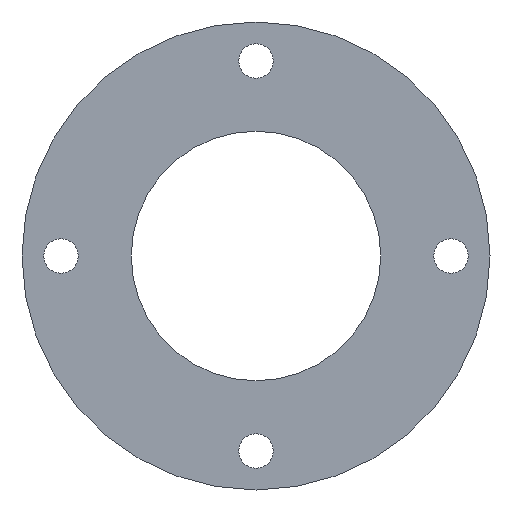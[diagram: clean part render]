
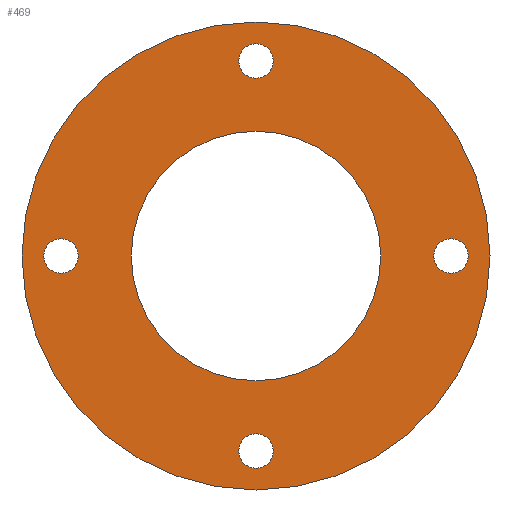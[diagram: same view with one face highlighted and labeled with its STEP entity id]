
A CAD part, front view. The second image highlights one B-rep face of the part: STEP entity #469.
In plain terms, the highlighted planar face has unit normal (0, -1, 0).
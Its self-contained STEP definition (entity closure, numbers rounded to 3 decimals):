
#3 = AXIS2_PLACEMENT_3D ( 'NONE', #442, #207, #435 ) ;
#5 = CARTESIAN_POINT ( 'NONE',  ( 12.5, 0., 1.1 ) ) ;
#9 = CARTESIAN_POINT ( 'NONE',  ( 0., 0., -13.6 ) ) ;
#10 = DIRECTION ( 'NONE',  ( 0., 0., 1. ) ) ;
#19 = CARTESIAN_POINT ( 'NONE',  ( -12.5, 0., -1.1 ) ) ;
#23 = CARTESIAN_POINT ( 'NONE',  ( 0., 0., -12.5 ) ) ;
#32 = CIRCLE ( 'NONE', #626, 1.1 ) ;
#33 = DIRECTION ( 'NONE',  ( 0., 1., 0. ) ) ;
#36 = FACE_BOUND ( 'NONE', #483, .T. ) ;
#42 = DIRECTION ( 'NONE',  ( 0., -1., 0. ) ) ;
#52 = FACE_OUTER_BOUND ( 'NONE', #293, .T. ) ;
#56 = CIRCLE ( 'NONE', #269, 8. ) ;
#57 = ORIENTED_EDGE ( 'NONE', *, *, #169, .T. ) ;
#58 = EDGE_CURVE ( 'NONE', #219, #294, #403, .T. ) ;
#62 = CARTESIAN_POINT ( 'NONE',  ( 0., 0., -11.4 ) ) ;
#63 = EDGE_LOOP ( 'NONE', ( #430, #198 ) ) ;
#69 = CIRCLE ( 'NONE', #103, 15. ) ;
#75 = PLANE ( 'NONE',  #190 ) ;
#76 = CARTESIAN_POINT ( 'NONE',  ( 0., 0., 13.6 ) ) ;
#77 = ORIENTED_EDGE ( 'NONE', *, *, #256, .F. ) ;
#78 = ORIENTED_EDGE ( 'NONE', *, *, #351, .F. ) ;
#85 = DIRECTION ( 'NONE',  ( 0., 0., 1. ) ) ;
#93 = ORIENTED_EDGE ( 'NONE', *, *, #489, .F. ) ;
#98 = FACE_BOUND ( 'NONE', #63, .T. ) ;
#103 = AXIS2_PLACEMENT_3D ( 'NONE', #465, #514, #314 ) ;
#114 = CARTESIAN_POINT ( 'NONE',  ( 0., 0., 0. ) ) ;
#121 = ORIENTED_EDGE ( 'NONE', *, *, #627, .F. ) ;
#122 = CARTESIAN_POINT ( 'NONE',  ( 0., 0., 12.5 ) ) ;
#129 = CIRCLE ( 'NONE', #492, 1.1 ) ;
#131 = EDGE_CURVE ( 'NONE', #294, #219, #69, .T. ) ;
#150 = CARTESIAN_POINT ( 'NONE',  ( 0., 0., 0. ) ) ;
#152 = DIRECTION ( 'NONE',  ( 0., 1., 0. ) ) ;
#153 = EDGE_CURVE ( 'NONE', #245, #196, #359, .T. ) ;
#155 = AXIS2_PLACEMENT_3D ( 'NONE', #393, #157, #10 ) ;
#157 = DIRECTION ( 'NONE',  ( 0., -1., 0. ) ) ;
#161 = AXIS2_PLACEMENT_3D ( 'NONE', #178, #175, #507 ) ;
#166 = VERTEX_POINT ( 'NONE', #296 ) ;
#168 = DIRECTION ( 'NONE',  ( 0., -1., 0. ) ) ;
#169 = EDGE_CURVE ( 'NONE', #385, #585, #56, .T. ) ;
#175 = DIRECTION ( 'NONE',  ( 0., 1., 0. ) ) ;
#176 = VERTEX_POINT ( 'NONE', #388 ) ;
#178 = CARTESIAN_POINT ( 'NONE',  ( 0., 0., 0. ) ) ;
#179 = VERTEX_POINT ( 'NONE', #5 ) ;
#180 = DIRECTION ( 'NONE',  ( 0., -1., 0. ) ) ;
#187 = VERTEX_POINT ( 'NONE', #210 ) ;
#190 = AXIS2_PLACEMENT_3D ( 'NONE', #114, #33, #458 ) ;
#196 = VERTEX_POINT ( 'NONE', #9 ) ;
#197 = CIRCLE ( 'NONE', #155, 1.1 ) ;
#198 = ORIENTED_EDGE ( 'NONE', *, *, #432, .F. ) ;
#203 = ORIENTED_EDGE ( 'NONE', *, *, #546, .F. ) ;
#207 = DIRECTION ( 'NONE',  ( 0., -1., 0. ) ) ;
#210 = CARTESIAN_POINT ( 'NONE',  ( 12.5, 0., -1.1 ) ) ;
#219 = VERTEX_POINT ( 'NONE', #391 ) ;
#221 = AXIS2_PLACEMENT_3D ( 'NONE', #412, #614, #411 ) ;
#222 = AXIS2_PLACEMENT_3D ( 'NONE', #329, #42, #85 ) ;
#236 = FACE_BOUND ( 'NONE', #591, .T. ) ;
#239 = ORIENTED_EDGE ( 'NONE', *, *, #453, .T. ) ;
#241 = VERTEX_POINT ( 'NONE', #19 ) ;
#245 = VERTEX_POINT ( 'NONE', #62 ) ;
#247 = DIRECTION ( 'NONE',  ( 0., 0., 1. ) ) ;
#256 = EDGE_CURVE ( 'NONE', #187, #179, #569, .T. ) ;
#261 = DIRECTION ( 'NONE',  ( 0., 0., 1. ) ) ;
#269 = AXIS2_PLACEMENT_3D ( 'NONE', #150, #152, #247 ) ;
#288 = CIRCLE ( 'NONE', #161, 8. ) ;
#293 = EDGE_LOOP ( 'NONE', ( #604, #444 ) ) ;
#294 = VERTEX_POINT ( 'NONE', #484 ) ;
#296 = CARTESIAN_POINT ( 'NONE',  ( -12.5, 0., 1.1 ) ) ;
#310 = DIRECTION ( 'NONE',  ( 0., 0., 1. ) ) ;
#314 = DIRECTION ( 'NONE',  ( 0., 0., 1. ) ) ;
#317 = DIRECTION ( 'NONE',  ( 0., 1., 0. ) ) ;
#329 = CARTESIAN_POINT ( 'NONE',  ( 12.5, 0., 0. ) ) ;
#343 = FACE_BOUND ( 'NONE', #455, .T. ) ;
#344 = AXIS2_PLACEMENT_3D ( 'NONE', #558, #500, #605 ) ;
#351 = EDGE_CURVE ( 'NONE', #241, #166, #197, .T. ) ;
#359 = CIRCLE ( 'NONE', #3, 1.1 ) ;
#366 = DIRECTION ( 'NONE',  ( 0., 0., 1. ) ) ;
#376 = AXIS2_PLACEMENT_3D ( 'NONE', #122, #180, #526 ) ;
#383 = CIRCLE ( 'NONE', #376, 1.1 ) ;
#385 = VERTEX_POINT ( 'NONE', #580 ) ;
#388 = CARTESIAN_POINT ( 'NONE',  ( 0., 0., 11.4 ) ) ;
#391 = CARTESIAN_POINT ( 'NONE',  ( 0., 0., -15. ) ) ;
#393 = CARTESIAN_POINT ( 'NONE',  ( -12.5, 0., 0. ) ) ;
#403 = CIRCLE ( 'NONE', #468, 15. ) ;
#409 = CARTESIAN_POINT ( 'NONE',  ( 0., 0., 0. ) ) ;
#411 = DIRECTION ( 'NONE',  ( 0., 0., 1. ) ) ;
#412 = CARTESIAN_POINT ( 'NONE',  ( 0., 0., 12.5 ) ) ;
#422 = CIRCLE ( 'NONE', #344, 1.1 ) ;
#430 = ORIENTED_EDGE ( 'NONE', *, *, #153, .F. ) ;
#432 = EDGE_CURVE ( 'NONE', #196, #245, #32, .T. ) ;
#435 = DIRECTION ( 'NONE',  ( 0., 0., 1. ) ) ;
#442 = CARTESIAN_POINT ( 'NONE',  ( 0., 0., -12.5 ) ) ;
#444 = ORIENTED_EDGE ( 'NONE', *, *, #131, .F. ) ;
#453 = EDGE_CURVE ( 'NONE', #585, #385, #288, .T. ) ;
#455 = EDGE_LOOP ( 'NONE', ( #459, #121 ) ) ;
#458 = DIRECTION ( 'NONE',  ( 0., 0., 1. ) ) ;
#459 = ORIENTED_EDGE ( 'NONE', *, *, #590, .F. ) ;
#465 = CARTESIAN_POINT ( 'NONE',  ( 0., 0., 0. ) ) ;
#468 = AXIS2_PLACEMENT_3D ( 'NONE', #409, #317, #366 ) ;
#469 = ADVANCED_FACE ( 'NONE', ( #343, #236, #98, #553, #52, #36 ), #75, .F. ) ;
#474 = EDGE_LOOP ( 'NONE', ( #93, #77 ) ) ;
#483 = EDGE_LOOP ( 'NONE', ( #239, #57 ) ) ;
#484 = CARTESIAN_POINT ( 'NONE',  ( 0., 0., 15. ) ) ;
#489 = EDGE_CURVE ( 'NONE', #179, #187, #422, .T. ) ;
#492 = AXIS2_PLACEMENT_3D ( 'NONE', #603, #560, #310 ) ;
#499 = CIRCLE ( 'NONE', #221, 1.1 ) ;
#500 = DIRECTION ( 'NONE',  ( 0., -1., 0. ) ) ;
#507 = DIRECTION ( 'NONE',  ( 0., 0., 1. ) ) ;
#514 = DIRECTION ( 'NONE',  ( 0., 1., 0. ) ) ;
#526 = DIRECTION ( 'NONE',  ( 0., 0., 1. ) ) ;
#546 = EDGE_CURVE ( 'NONE', #166, #241, #129, .T. ) ;
#553 = FACE_BOUND ( 'NONE', #474, .T. ) ;
#558 = CARTESIAN_POINT ( 'NONE',  ( 12.5, 0., 0. ) ) ;
#560 = DIRECTION ( 'NONE',  ( 0., -1., 0. ) ) ;
#569 = CIRCLE ( 'NONE', #222, 1.1 ) ;
#580 = CARTESIAN_POINT ( 'NONE',  ( 0., 0., 8. ) ) ;
#585 = VERTEX_POINT ( 'NONE', #611 ) ;
#590 = EDGE_CURVE ( 'NONE', #606, #176, #499, .T. ) ;
#591 = EDGE_LOOP ( 'NONE', ( #203, #78 ) ) ;
#603 = CARTESIAN_POINT ( 'NONE',  ( -12.5, 0., 0. ) ) ;
#604 = ORIENTED_EDGE ( 'NONE', *, *, #58, .F. ) ;
#605 = DIRECTION ( 'NONE',  ( 0., 0., 1. ) ) ;
#606 = VERTEX_POINT ( 'NONE', #76 ) ;
#611 = CARTESIAN_POINT ( 'NONE',  ( 0., 0., -8. ) ) ;
#614 = DIRECTION ( 'NONE',  ( 0., -1., 0. ) ) ;
#626 = AXIS2_PLACEMENT_3D ( 'NONE', #23, #168, #261 ) ;
#627 = EDGE_CURVE ( 'NONE', #176, #606, #383, .T. ) ;
